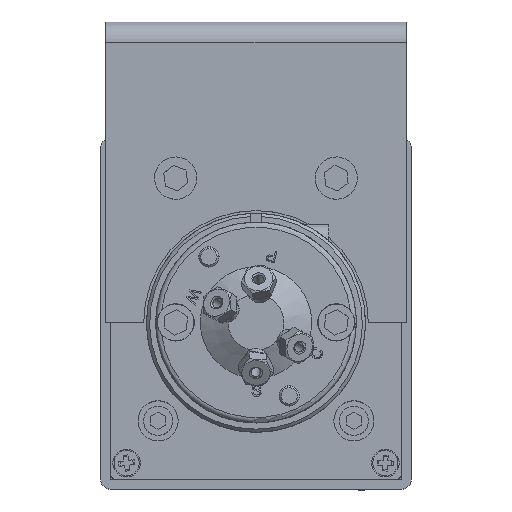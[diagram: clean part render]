
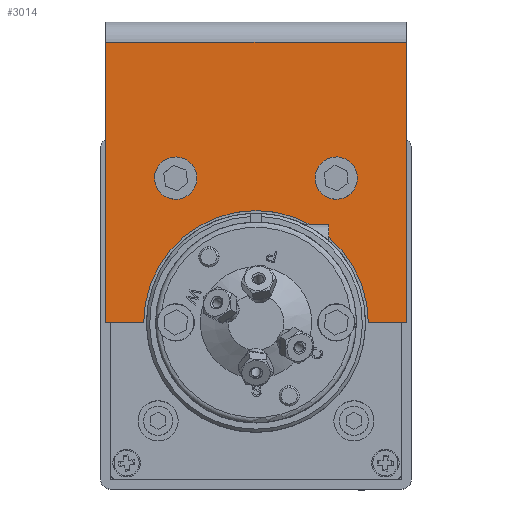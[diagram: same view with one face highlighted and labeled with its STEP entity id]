
A CAD part, top view. The second image highlights one B-rep face of the part: STEP entity #3014.
In plain terms, the highlighted planar face has unit normal (0, 0, 1).
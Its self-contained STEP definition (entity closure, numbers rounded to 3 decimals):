
#2696=CARTESIAN_POINT('',(3.175,20.955,24.526));
#2697=VERTEX_POINT('',#2696);
#2704=CARTESIAN_POINT('',(-2.857,20.955,24.526));
#2705=VERTEX_POINT('',#2704);
#2706=CARTESIAN_POINT('',(-2.857,20.955,24.526));
#2707=DIRECTION('',(1.0,0.0,0.0));
#2708=VECTOR('',#2707,6.032);
#2709=LINE('',#2706,#2708);
#2710=EDGE_CURVE('',#2705,#2697,#2709,.T.);
#2744=CARTESIAN_POINT('',(38.735,20.955,24.526));
#2745=VERTEX_POINT('',#2744);
#2752=CARTESIAN_POINT('',(20.955,20.955,24.526));
#2753=DIRECTION('',(0.0,0.0,-1.0));
#2754=DIRECTION('',(-1.0,0.0,0.0));
#2755=AXIS2_PLACEMENT_3D('',#2752,#2753,#2754);
#2756=CIRCLE('',#2755,17.78);
#2757=EDGE_CURVE('',#2697,#2745,#2756,.T.);
#2943=CARTESIAN_POINT('',(44.768,20.955,24.526));
#2944=VERTEX_POINT('',#2943);
#2951=CARTESIAN_POINT('',(38.735,20.955,24.526));
#2952=DIRECTION('',(1.0,0.0,0.0));
#2953=VECTOR('',#2952,6.033);
#2954=LINE('',#2951,#2953);
#2955=EDGE_CURVE('',#2745,#2944,#2954,.T.);
#2960=CARTESIAN_POINT('',(-2.857,20.955,24.526));
#2961=DIRECTION('',(0.0,0.0,1.0));
#2962=DIRECTION('',(-1.0,0.0,0.0));
#2963=AXIS2_PLACEMENT_3D('',#2960,#2961,#2962);
#2964=PLANE('',#2963);
#2965=CARTESIAN_POINT('',(-2.857,65.405,24.526));
#2966=VERTEX_POINT('',#2965);
#2967=CARTESIAN_POINT('',(44.768,65.405,24.526));
#2968=VERTEX_POINT('',#2967);
#2969=CARTESIAN_POINT('',(-2.857,65.405,24.526));
#2970=DIRECTION('',(1.0,0.0,0.0));
#2971=VECTOR('',#2970,47.625);
#2972=LINE('',#2969,#2971);
#2973=EDGE_CURVE('',#2966,#2968,#2972,.T.);
#2974=ORIENTED_EDGE('',*,*,#2973,.F.);
#2975=CARTESIAN_POINT('',(-2.857,20.955,24.526));
#2976=DIRECTION('',(0.0,1.0,0.0));
#2977=VECTOR('',#2976,44.45);
#2978=LINE('',#2975,#2977);
#2979=EDGE_CURVE('',#2705,#2966,#2978,.T.);
#2980=ORIENTED_EDGE('',*,*,#2979,.F.);
#2981=ORIENTED_EDGE('',*,*,#2710,.T.);
#2982=ORIENTED_EDGE('',*,*,#2757,.T.);
#2983=ORIENTED_EDGE('',*,*,#2955,.T.);
#2984=CARTESIAN_POINT('',(44.768,20.955,24.526));
#2985=DIRECTION('',(0.0,1.0,0.0));
#2986=VECTOR('',#2985,44.45);
#2987=LINE('',#2984,#2986);
#2988=EDGE_CURVE('',#2944,#2968,#2987,.T.);
#2989=ORIENTED_EDGE('',*,*,#2988,.T.);
#2990=EDGE_LOOP('',(#2974,#2980,#2981,#2982,#2983,#2989));
#2991=FACE_OUTER_BOUND('',#2990,.T.);
#2992=CARTESIAN_POINT('',(31.495,43.866,24.526));
#2993=VERTEX_POINT('',#2992);
#2994=CARTESIAN_POINT('',(33.655,43.866,24.526));
#2995=DIRECTION('',(0.0,0.0,-1.0));
#2996=DIRECTION('',(-1.0,0.0,0.0));
#2997=AXIS2_PLACEMENT_3D('',#2994,#2995,#2996);
#2998=CIRCLE('',#2997,2.16);
#2999=EDGE_CURVE('',#2993,#2993,#2998,.T.);
#3000=ORIENTED_EDGE('',*,*,#2999,.T.);
#3001=EDGE_LOOP('',(#3000));
#3002=FACE_BOUND('',#3001,.T.);
#3003=CARTESIAN_POINT('',(6.095,43.866,24.526));
#3004=VERTEX_POINT('',#3003);
#3005=CARTESIAN_POINT('',(8.255,43.866,24.526));
#3006=DIRECTION('',(0.0,0.0,-1.0));
#3007=DIRECTION('',(-1.0,0.0,0.0));
#3008=AXIS2_PLACEMENT_3D('',#3005,#3006,#3007);
#3009=CIRCLE('',#3008,2.16);
#3010=EDGE_CURVE('',#3004,#3004,#3009,.T.);
#3011=ORIENTED_EDGE('',*,*,#3010,.T.);
#3012=EDGE_LOOP('',(#3011));
#3013=FACE_BOUND('',#3012,.T.);
#3014=ADVANCED_FACE('',(#2991,#3002,#3013),#2964,.T.);
